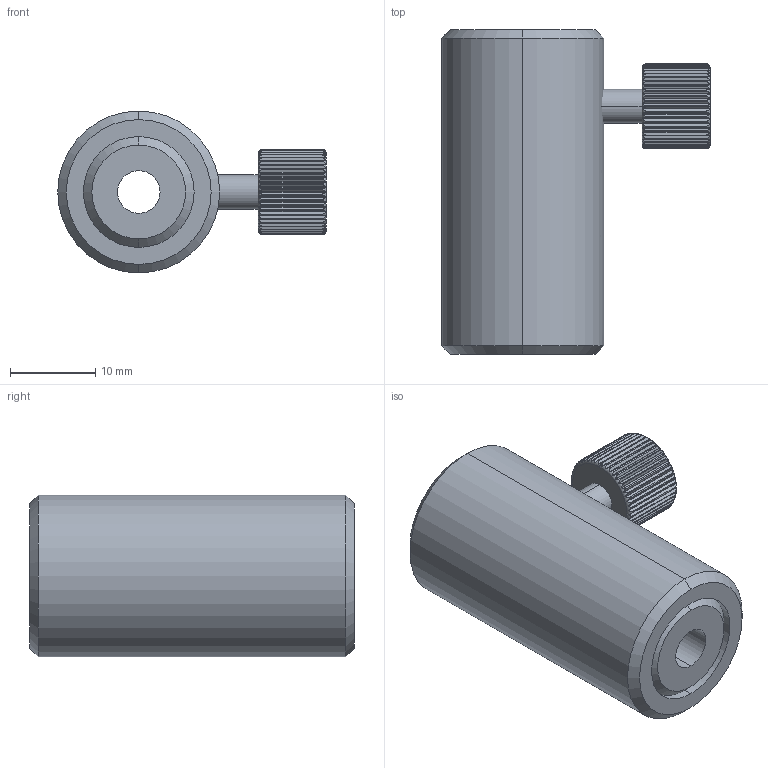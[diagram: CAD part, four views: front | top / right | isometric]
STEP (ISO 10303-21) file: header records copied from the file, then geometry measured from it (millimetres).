
FILE_DESCRIPTION (( 'STEP AP203' ), '1' );
FILE_NAME ('53MPH-1.5M.STEP', '2016-12-08T06:08:47', ( '' ), ( '' ), 'SwSTEP 2.0', 'SolidWorks 2016', '' );
FILE_SCHEMA (( 'CONFIG_CONTROL_DESIGN' ));
Length unit declared in the file: millimetre
Products named in the file (1): 53MPH-1.5M
Bounding box: 31.5 x 38.1 x 19 mm (x, y, z)
Volume: 9503.6 mm3; surface area: 4899.8 mm2
Topology: 3 solids, 3 shells, 251 faces, 717 edges, 474 vertices
Faces by surface type: cylinder 129, plane 108, cone 10, torus 4
Entity records: 10550 total; most frequent: CARTESIAN_POINT 4419, ORIENTED_EDGE 1434, DIRECTION 1043, EDGE_CURVE 717, VERTEX_POINT 474, AXIS2_PLACEMENT_3D 402, B_SPLINE_CURVE_WITH_KNOTS 328, EDGE_LOOP 259
